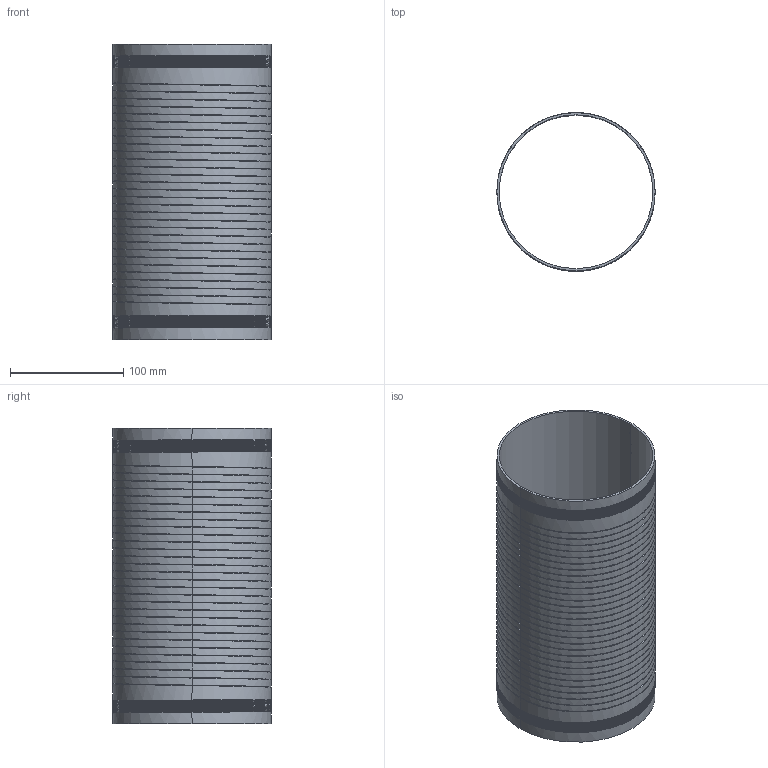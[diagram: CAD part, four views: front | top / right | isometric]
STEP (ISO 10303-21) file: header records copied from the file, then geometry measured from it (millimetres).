
FILE_DESCRIPTION (( 'STEP AP214' ), '1' );
FILE_NAME ('retrosol3_horse_leg.STEP', '2023-12-13T09:50:08', ( '' ), ( '' ), 'SwSTEP 2.0', 'SolidWorks 2013', '' );
FILE_SCHEMA (( 'AUTOMOTIVE_DESIGN' ));
Length unit declared in the file: millimetre
Products named in the file (1): retrosol3_horse_leg
Bounding box: 140 x 140 x 261 mm (x, y, z)
Volume: 224267.5 mm3; surface area: 238603.6 mm2
Topology: 1 solids, 1 shells, 150 faces, 432 edges, 284 vertices
Faces by surface type: cylinder 136, plane 8, bspline 6
Entity records: 12691 total; most frequent: CARTESIAN_POINT 9489, ORIENTED_EDGE 864, DIRECTION 463, EDGE_CURVE 432, VERTEX_POINT 284, EDGE_LOOP 164, VECTOR 157, LINE 157
